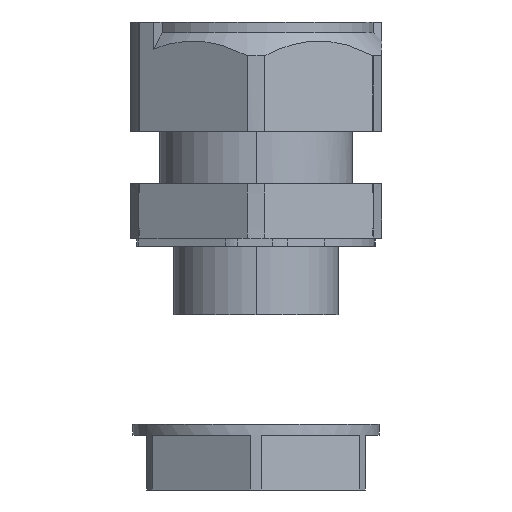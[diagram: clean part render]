
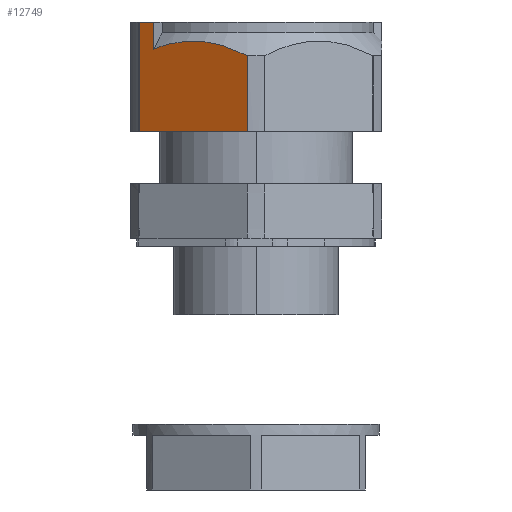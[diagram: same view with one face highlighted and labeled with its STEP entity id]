
A CAD part, left-side view. The second image highlights one B-rep face of the part: STEP entity #12749.
In plain terms, the highlighted face is planar.
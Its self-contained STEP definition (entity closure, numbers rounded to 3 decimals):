
#281 = LINE ( 'NONE', #22740, #16003 ) ;
#465 = EDGE_CURVE ( 'NONE', #18163, #8695, #2220, .T. ) ;
#599 = EDGE_CURVE ( 'NONE', #11868, #23241, #281, .T. ) ;
#1785 = CARTESIAN_POINT ( 'NONE',  ( 18.234, 14.318, 16.354 ) ) ;
#2220 = LINE ( 'NONE', #7662, #7677 ) ;
#2430 = EDGE_CURVE ( 'NONE', #18163, #11868, #25383, .T. ) ;
#2730 = CARTESIAN_POINT ( 'NONE',  ( 19.875, 11.475, 20. ) ) ;
#3741 = VERTEX_POINT ( 'NONE', #9454 ) ;
#3755 = CARTESIAN_POINT ( 'NONE',  ( 24.075, 4.2, 15.035 ) ) ;
#3993 = EDGE_CURVE ( 'NONE', #17791, #8695, #15148, .T. ) ;
#5206 = CARTESIAN_POINT ( 'NONE',  ( 15.635, 18.819, 20. ) ) ;
#5221 = DIRECTION ( 'NONE',  ( 0., 0., -1. ) ) ;
#6961 = ORIENTED_EDGE ( 'NONE', *, *, #16711, .T. ) ;
#7077 = FACE_OUTER_BOUND ( 'NONE', #17347, .T. ) ;
#7298 = PLANE ( 'NONE',  #23779 ) ;
#7662 = CARTESIAN_POINT ( 'NONE',  ( 14.183, 21.334, 20. ) ) ;
#7677 = VECTOR ( 'NONE', #23837, 1000. ) ;
#7907 = CARTESIAN_POINT ( 'NONE',  ( 14.967, 19.976, 14.529 ) ) ;
#7988 = CARTESIAN_POINT ( 'NONE',  ( 19.505, 12.116, 16.529 ) ) ;
#8488 = DIRECTION ( 'NONE',  ( -0.5, 0.866, 0. ) ) ;
#8695 = VERTEX_POINT ( 'NONE', #12404 ) ;
#8778 = VECTOR ( 'NONE', #12396, 1000. ) ;
#9454 = CARTESIAN_POINT ( 'NONE',  ( 25.567, 1.616, 20. ) ) ;
#9875 = CARTESIAN_POINT ( 'NONE',  ( 21.199, 9.182, 16.387 ) ) ;
#9967 = CARTESIAN_POINT ( 'NONE',  ( 16.174, 17.885, 15.377 ) ) ;
#10606 = DIRECTION ( 'NONE',  ( 0., 0., 1. ) ) ;
#11380 = CARTESIAN_POINT ( 'NONE',  ( 25.567, 1.616, 20. ) ) ;
#11868 = VERTEX_POINT ( 'NONE', #16237 ) ;
#11875 = CARTESIAN_POINT ( 'NONE',  ( 14.183, 21.334, 13.861 ) ) ;
#12313 = CARTESIAN_POINT ( 'NONE',  ( 15.635, 18.819, 0. ) ) ;
#12396 = DIRECTION ( 'NONE',  ( -0.5, 0.866, 0. ) ) ;
#12404 = CARTESIAN_POINT ( 'NONE',  ( 14.183, 21.334, 0. ) ) ;
#12749 = ADVANCED_FACE ( 'NONE', ( #7077 ), #7298, .F. ) ;
#12998 = ORIENTED_EDGE ( 'NONE', *, *, #25192, .F. ) ;
#13401 = DIRECTION ( 'NONE',  ( -0.866, -0.5, 0. ) ) ;
#15148 = LINE ( 'NONE', #12313, #8778 ) ;
#15229 = CARTESIAN_POINT ( 'NONE',  ( 25.567, 1.616, 0. ) ) ;
#15268 = ORIENTED_EDGE ( 'NONE', *, *, #599, .T. ) ;
#15408 = CARTESIAN_POINT ( 'NONE',  ( 24.075, 4.2, 20. ) ) ;
#15887 = CARTESIAN_POINT ( 'NONE',  ( 22.032, 7.74, 16.137 ) ) ;
#16003 = VECTOR ( 'NONE', #10606, 1000. ) ;
#16052 = CARTESIAN_POINT ( 'NONE',  ( 22.445, 7.025, 15.969 ) ) ;
#16216 = CARTESIAN_POINT ( 'NONE',  ( 23.674, 4.895, 15.31 ) ) ;
#16237 = CARTESIAN_POINT ( 'NONE',  ( 24.075, 4.2, 15.035 ) ) ;
#16546 = ORIENTED_EDGE ( 'NONE', *, *, #465, .F. ) ;
#16711 = EDGE_CURVE ( 'NONE', #3741, #17791, #21747, .T. ) ;
#17347 = EDGE_LOOP ( 'NONE', ( #16546, #20851, #15268, #12998, #6961, #26446 ) ) ;
#17791 = VERTEX_POINT ( 'NONE', #15229 ) ;
#18023 = CARTESIAN_POINT ( 'NONE',  ( 19.934, 11.374, 16.541 ) ) ;
#18163 = VERTEX_POINT ( 'NONE', #19284 ) ;
#19284 = CARTESIAN_POINT ( 'NONE',  ( 14.183, 21.334, 13.861 ) ) ;
#19541 = DIRECTION ( 'NONE',  ( 0.5, -0.866, 0. ) ) ;
#20041 = CARTESIAN_POINT ( 'NONE',  ( 20.78, 9.909, 16.469 ) ) ;
#20209 = CARTESIAN_POINT ( 'NONE',  ( 17.402, 15.758, 16.053 ) ) ;
#20782 = VECTOR ( 'NONE', #5221, 1000. ) ;
#20851 = ORIENTED_EDGE ( 'NONE', *, *, #2430, .T. ) ;
#21747 = LINE ( 'NONE', #11380, #20782 ) ;
#22740 = CARTESIAN_POINT ( 'NONE',  ( 24.075, 4.2, 13.824 ) ) ;
#23241 = VERTEX_POINT ( 'NONE', #15408 ) ;
#23779 = AXIS2_PLACEMENT_3D ( 'NONE', #5206, #13401, #19541 ) ;
#23837 = DIRECTION ( 'NONE',  ( 0., 0., -1. ) ) ;
#24326 = VECTOR ( 'NONE', #8488, 1000. ) ;
#25192 = EDGE_CURVE ( 'NONE', #3741, #23241, #25881, .T. ) ;
#25383 = B_SPLINE_CURVE_WITH_KNOTS ( 'NONE', 3,
 ( #11875, #26078, #7907, #26337, #9967, #20209, #1785, #7988, #18023, #20041, #9875, #15887, #16052, #26253, #16216, #3755 ),
 .UNSPECIFIED., .F., .F.,
 ( 4, 2, 2, 2, 2, 2, 2, 4 ),
 ( 0., 0.003, 0.005, 0.01, 0.013, 0.015, 0.018, 0.02 ),
 .UNSPECIFIED. ) ;
#25881 = LINE ( 'NONE', #2730, #24326 ) ;
#26078 = CARTESIAN_POINT ( 'NONE',  ( 14.573, 20.659, 14.207 ) ) ;
#26253 = CARTESIAN_POINT ( 'NONE',  ( 23.265, 5.603, 15.557 ) ) ;
#26337 = CARTESIAN_POINT ( 'NONE',  ( 15.768, 18.59, 15.113 ) ) ;
#26446 = ORIENTED_EDGE ( 'NONE', *, *, #3993, .T. ) ;
